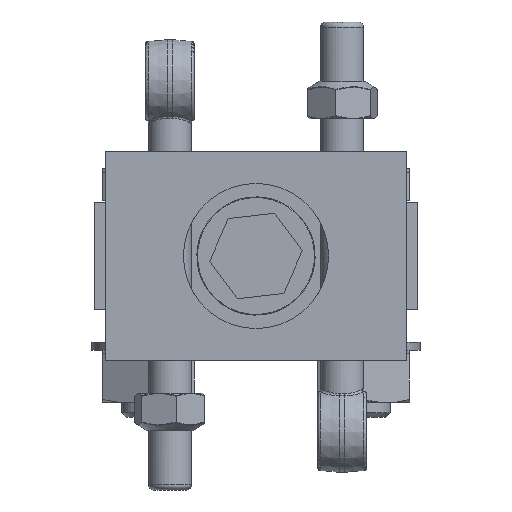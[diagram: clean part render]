
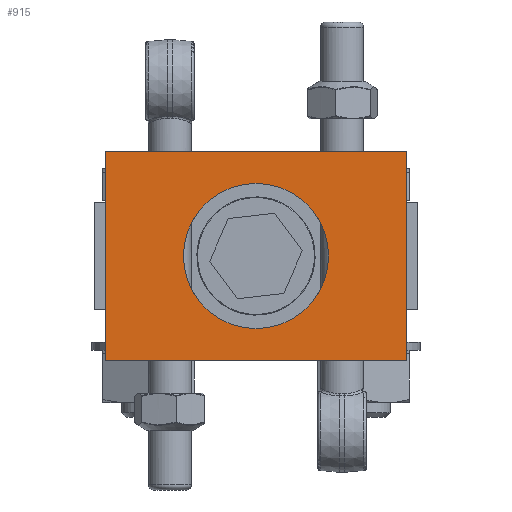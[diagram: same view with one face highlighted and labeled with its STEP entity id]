
A CAD part, front view. The second image highlights one B-rep face of the part: STEP entity #915.
In plain terms, the highlighted planar face has unit normal (0, -1, 0).
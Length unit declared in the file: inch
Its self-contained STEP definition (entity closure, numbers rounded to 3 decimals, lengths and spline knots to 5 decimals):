
#541=CARTESIAN_POINT('',(2.59375,0.0,0.0));
#542=VERTEX_POINT('',#541);
#543=CARTESIAN_POINT('',(1.75,0.0,0.0));
#544=DIRECTION('',(0.0,1.0,0.0));
#545=DIRECTION('',(1.0,0.0,0.0));
#546=AXIS2_PLACEMENT_3D('',#543,#544,#545);
#547=CIRCLE('',#546,0.84375);
#548=EDGE_CURVE('',#542,#542,#547,.T.);
#773=CARTESIAN_POINT('',(3.5,0.0,-1.21875));
#774=VERTEX_POINT('',#773);
#783=CARTESIAN_POINT('',(0.0,0.0,-1.21875));
#784=VERTEX_POINT('',#783);
#785=CARTESIAN_POINT('',(0.0,0.0,-1.21875));
#786=DIRECTION('',(1.0,0.0,0.0));
#787=VECTOR('',#786,3.5);
#788=LINE('',#785,#787);
#789=EDGE_CURVE('',#784,#774,#788,.T.);
#819=CARTESIAN_POINT('',(0.0,0.0,1.21875));
#820=VERTEX_POINT('',#819);
#836=CARTESIAN_POINT('',(0.0,0.0,1.21875));
#837=DIRECTION('',(0.0,0.0,-1.0));
#838=VECTOR('',#837,2.4375);
#839=LINE('',#836,#838);
#840=EDGE_CURVE('',#820,#784,#839,.T.);
#877=CARTESIAN_POINT('',(3.5,0.0,1.21875));
#878=VERTEX_POINT('',#877);
#885=CARTESIAN_POINT('',(3.5,0.0,-1.21875));
#886=DIRECTION('',(0.0,0.0,1.0));
#887=VECTOR('',#886,2.4375);
#888=LINE('',#885,#887);
#889=EDGE_CURVE('',#774,#878,#888,.T.);
#896=CARTESIAN_POINT('',(3.5,0.0,0.0));
#897=DIRECTION('',(0.0,-1.0,0.0));
#898=DIRECTION('',(0.0,0.0,-1.0));
#899=AXIS2_PLACEMENT_3D('',#896,#897,#898);
#900=PLANE('',#899);
#901=CARTESIAN_POINT('',(3.5,0.0,1.21875));
#902=DIRECTION('',(-1.0,0.0,0.0));
#903=VECTOR('',#902,3.5);
#904=LINE('',#901,#903);
#905=EDGE_CURVE('',#878,#820,#904,.T.);
#906=ORIENTED_EDGE('',*,*,#905,.T.);
#907=ORIENTED_EDGE('',*,*,#840,.T.);
#908=ORIENTED_EDGE('',*,*,#789,.T.);
#909=ORIENTED_EDGE('',*,*,#889,.T.);
#910=EDGE_LOOP('',(#906,#907,#908,#909));
#911=FACE_OUTER_BOUND('',#910,.T.);
#912=ORIENTED_EDGE('',*,*,#548,.T.);
#913=EDGE_LOOP('',(#912));
#914=FACE_BOUND('',#913,.T.);
#915=ADVANCED_FACE('',(#911,#914),#900,.T.);
